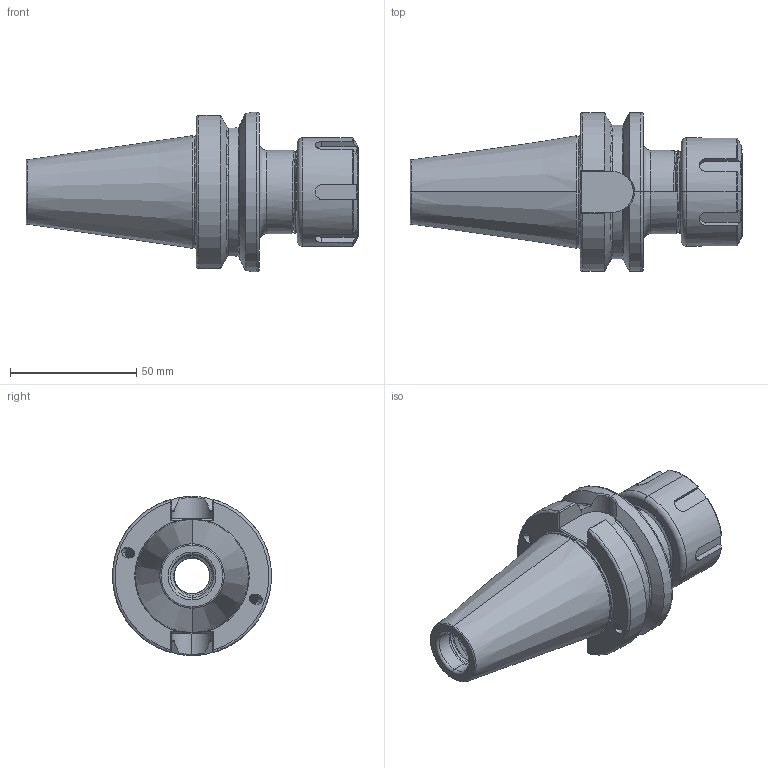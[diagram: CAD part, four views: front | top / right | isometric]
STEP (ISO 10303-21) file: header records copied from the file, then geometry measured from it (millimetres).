
FILE_DESCRIPTION (( 'STEP AP203' ), '1' );
FILE_NAME ('406.01.16.STEP', '2016-11-25T09:49:24', ( '' ), ( '' ), 'SwSTEP 2.0', 'SolidWorks 2012', '' );
FILE_SCHEMA (( 'CONFIG_CONTROL_DESIGN' ));
Length unit declared in the file: millimetre
Products named in the file (7): 406.01.16; OZ16#100 3MM鋼珠; OZ螺帽螺絲 M4; OZ16002PD; OZ16Y1; OZ16001PD
Assembly tree (40 placements, depth 3):
  406.01.16
    406.01.16
    OZ16Y1
      OZ16001PD
      OZ16002PD
      OZ螺帽螺絲 M4
      OZ16#100 3MM鋼珠  x35
Bounding box: 131.46 x 63 x 63 mm (x, y, z)
Volume: 144542 mm3; surface area: 43741.1 mm2
Topology: 39 solids, 39 shells, 443 faces, 1243 edges, 809 vertices
Faces by surface type: cylinder 161, plane 71, sphere 70, torus 51, cone 48, bspline 42
Entity records: 28419 total; most frequent: CARTESIAN_POINT 18388, ORIENTED_EDGE 2000, DIRECTION 1526, EDGE_CURVE 1000, VERTEX_POINT 636, AXIS2_PLACEMENT_3D 611, EDGE_LOOP 388, FACE_OUTER_BOUND 375
